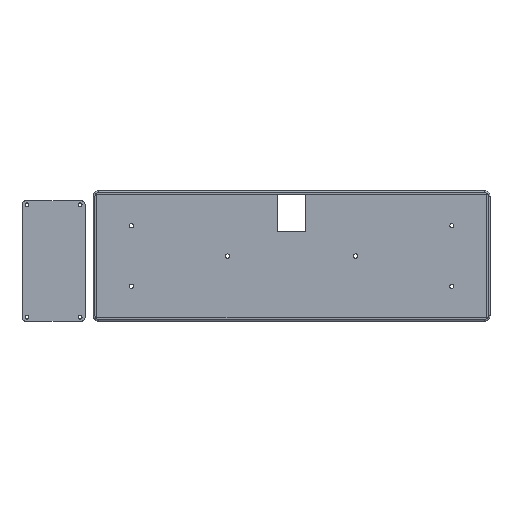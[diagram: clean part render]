
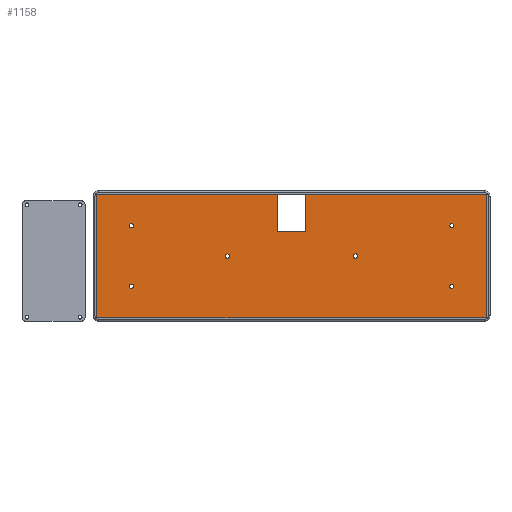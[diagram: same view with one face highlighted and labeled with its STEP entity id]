
A CAD part, top view. The second image highlights one B-rep face of the part: STEP entity #1158.
In plain terms, the highlighted planar face has unit normal (0, 0, 1).
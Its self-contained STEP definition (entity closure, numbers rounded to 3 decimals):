
#45=FACE_BOUND('',#192,.T.);
#46=FACE_BOUND('',#193,.T.);
#47=FACE_BOUND('',#194,.T.);
#48=FACE_BOUND('',#195,.T.);
#49=FACE_BOUND('',#196,.T.);
#50=FACE_BOUND('',#197,.T.);
#64=PLANE('',#1289);
#111=FACE_OUTER_BOUND('',#191,.T.);
#191=EDGE_LOOP('',(#951,#952,#953,#954,#955,#956,#957,#958,#959,#960));
#192=EDGE_LOOP('',(#961));
#193=EDGE_LOOP('',(#962));
#194=EDGE_LOOP('',(#963));
#195=EDGE_LOOP('',(#964));
#196=EDGE_LOOP('',(#965));
#197=EDGE_LOOP('',(#966));
#248=LINE('',#1806,#339);
#252=LINE('',#1818,#343);
#261=LINE('',#1839,#352);
#288=LINE('',#1949,#379);
#289=LINE('',#1951,#380);
#290=LINE('',#1953,#381);
#291=LINE('',#1955,#382);
#292=LINE('',#1956,#383);
#339=VECTOR('',#1435,10.);
#343=VECTOR('',#1447,10.);
#352=VECTOR('',#1462,10.);
#379=VECTOR('',#1585,10.);
#380=VECTOR('',#1586,10.);
#381=VECTOR('',#1587,10.);
#382=VECTOR('',#1588,10.);
#383=VECTOR('',#1589,10.);
#424=CIRCLE('',#1232,0.4);
#427=CIRCLE('',#1237,0.4);
#445=CIRCLE('',#1264,1.2);
#447=CIRCLE('',#1268,1.2);
#449=CIRCLE('',#1272,1.2);
#451=CIRCLE('',#1276,1.2);
#453=CIRCLE('',#1280,1.2);
#455=CIRCLE('',#1284,1.2);
#508=VERTEX_POINT('',#1796);
#509=VERTEX_POINT('',#1797);
#512=VERTEX_POINT('',#1805);
#515=VERTEX_POINT('',#1813);
#516=VERTEX_POINT('',#1817);
#525=VERTEX_POINT('',#1837);
#549=VERTEX_POINT('',#1900);
#551=VERTEX_POINT('',#1908);
#553=VERTEX_POINT('',#1916);
#555=VERTEX_POINT('',#1924);
#557=VERTEX_POINT('',#1932);
#559=VERTEX_POINT('',#1940);
#560=VERTEX_POINT('',#1948);
#561=VERTEX_POINT('',#1950);
#562=VERTEX_POINT('',#1952);
#563=VERTEX_POINT('',#1954);
#624=EDGE_CURVE('',#508,#509,#424,.T.);
#628=EDGE_CURVE('',#512,#509,#248,.T.);
#632=EDGE_CURVE('',#512,#515,#427,.T.);
#634=EDGE_CURVE('',#516,#515,#252,.T.);
#645=EDGE_CURVE('',#508,#525,#261,.T.);
#676=EDGE_CURVE('',#549,#549,#445,.T.);
#680=EDGE_CURVE('',#551,#551,#447,.T.);
#684=EDGE_CURVE('',#553,#553,#449,.T.);
#688=EDGE_CURVE('',#555,#555,#451,.T.);
#692=EDGE_CURVE('',#557,#557,#453,.T.);
#696=EDGE_CURVE('',#559,#559,#455,.T.);
#700=EDGE_CURVE('',#525,#560,#288,.T.);
#701=EDGE_CURVE('',#560,#561,#289,.T.);
#702=EDGE_CURVE('',#561,#562,#290,.T.);
#703=EDGE_CURVE('',#562,#563,#291,.T.);
#704=EDGE_CURVE('',#563,#516,#292,.T.);
#951=ORIENTED_EDGE('',*,*,#634,.T.);
#952=ORIENTED_EDGE('',*,*,#632,.F.);
#953=ORIENTED_EDGE('',*,*,#628,.T.);
#954=ORIENTED_EDGE('',*,*,#624,.F.);
#955=ORIENTED_EDGE('',*,*,#645,.T.);
#956=ORIENTED_EDGE('',*,*,#700,.T.);
#957=ORIENTED_EDGE('',*,*,#701,.T.);
#958=ORIENTED_EDGE('',*,*,#702,.T.);
#959=ORIENTED_EDGE('',*,*,#703,.T.);
#960=ORIENTED_EDGE('',*,*,#704,.T.);
#961=ORIENTED_EDGE('',*,*,#696,.T.);
#962=ORIENTED_EDGE('',*,*,#676,.T.);
#963=ORIENTED_EDGE('',*,*,#688,.T.);
#964=ORIENTED_EDGE('',*,*,#684,.T.);
#965=ORIENTED_EDGE('',*,*,#680,.T.);
#966=ORIENTED_EDGE('',*,*,#692,.T.);
#1158=ADVANCED_FACE('',(#111,#45,#46,#47,#48,#49,#50),#64,.T.);
#1232=AXIS2_PLACEMENT_3D('',#1798,#1427,#1428);
#1237=AXIS2_PLACEMENT_3D('',#1814,#1442,#1443);
#1264=AXIS2_PLACEMENT_3D('',#1901,#1522,#1523);
#1268=AXIS2_PLACEMENT_3D('',#1909,#1532,#1533);
#1272=AXIS2_PLACEMENT_3D('',#1917,#1542,#1543);
#1276=AXIS2_PLACEMENT_3D('',#1925,#1552,#1553);
#1280=AXIS2_PLACEMENT_3D('',#1933,#1562,#1563);
#1284=AXIS2_PLACEMENT_3D('',#1941,#1572,#1573);
#1289=AXIS2_PLACEMENT_3D('',#1947,#1583,#1584);
#1427=DIRECTION('center_axis',(0.,0.,1.));
#1428=DIRECTION('ref_axis',(-0.707,-0.707,0.));
#1435=DIRECTION('',(-1.,0.,0.));
#1442=DIRECTION('center_axis',(0.,0.,1.));
#1443=DIRECTION('ref_axis',(0.707,-0.707,0.));
#1447=DIRECTION('',(0.,-1.,0.));
#1462=DIRECTION('',(0.,1.,0.));
#1522=DIRECTION('center_axis',(0.,0.,-1.));
#1523=DIRECTION('ref_axis',(-1.,0.,0.));
#1532=DIRECTION('center_axis',(0.,0.,-1.));
#1533=DIRECTION('ref_axis',(-1.,0.,0.));
#1542=DIRECTION('center_axis',(0.,0.,-1.));
#1543=DIRECTION('ref_axis',(-1.,0.,0.));
#1552=DIRECTION('center_axis',(0.,0.,-1.));
#1553=DIRECTION('ref_axis',(-1.,0.,0.));
#1562=DIRECTION('center_axis',(0.,0.,-1.));
#1563=DIRECTION('ref_axis',(-1.,0.,0.));
#1572=DIRECTION('center_axis',(0.,0.,-1.));
#1573=DIRECTION('ref_axis',(-1.,0.,0.));
#1583=DIRECTION('center_axis',(0.,0.,1.));
#1584=DIRECTION('ref_axis',(1.,0.,0.));
#1585=DIRECTION('',(-1.,0.,0.));
#1586=DIRECTION('',(0.,-1.,0.));
#1587=DIRECTION('',(1.,0.,0.));
#1588=DIRECTION('',(0.,1.,0.));
#1589=DIRECTION('',(-1.,0.,0.));
#1796=CARTESIAN_POINT('',(103.425,50.6,2.));
#1797=CARTESIAN_POINT('',(103.825,50.2,2.));
#1798=CARTESIAN_POINT('Origin',(103.825,50.6,2.));
#1805=CARTESIAN_POINT('',(119.025,50.2,2.));
#1806=CARTESIAN_POINT('',(114.175,50.2,2.));
#1813=CARTESIAN_POINT('',(119.425,50.6,2.));
#1814=CARTESIAN_POINT('Origin',(119.025,50.6,2.));
#1817=CARTESIAN_POINT('',(119.425,71.2,2.));
#1818=CARTESIAN_POINT('',(119.425,53.9,2.));
#1837=CARTESIAN_POINT('',(103.425,71.2,2.));
#1839=CARTESIAN_POINT('',(103.425,53.9,2.));
#1900=CARTESIAN_POINT('',(22.625,53.6,2.));
#1901=CARTESIAN_POINT('Origin',(21.425,53.6,2.));
#1908=CARTESIAN_POINT('',(22.625,19.6,2.));
#1909=CARTESIAN_POINT('Origin',(21.425,19.6,2.));
#1916=CARTESIAN_POINT('',(76.625,36.6,2.));
#1917=CARTESIAN_POINT('Origin',(75.425,36.6,2.));
#1924=CARTESIAN_POINT('',(202.625,53.6,2.));
#1925=CARTESIAN_POINT('Origin',(201.425,53.6,2.));
#1932=CARTESIAN_POINT('',(202.625,19.6,2.));
#1933=CARTESIAN_POINT('Origin',(201.425,19.6,2.));
#1940=CARTESIAN_POINT('',(148.625,36.6,2.));
#1941=CARTESIAN_POINT('Origin',(147.425,36.6,2.));
#1947=CARTESIAN_POINT('Origin',(111.425,36.6,2.));
#1948=CARTESIAN_POINT('',(2.,71.2,2.));
#1949=CARTESIAN_POINT('',(220.85,71.2,2.));
#1950=CARTESIAN_POINT('',(2.,2.,2.));
#1951=CARTESIAN_POINT('',(2.,71.2,2.));
#1952=CARTESIAN_POINT('',(220.85,2.,2.));
#1953=CARTESIAN_POINT('',(2.,2.,2.));
#1954=CARTESIAN_POINT('',(220.85,71.2,2.));
#1955=CARTESIAN_POINT('',(220.85,2.,2.));
#1956=CARTESIAN_POINT('',(220.85,71.2,2.));
